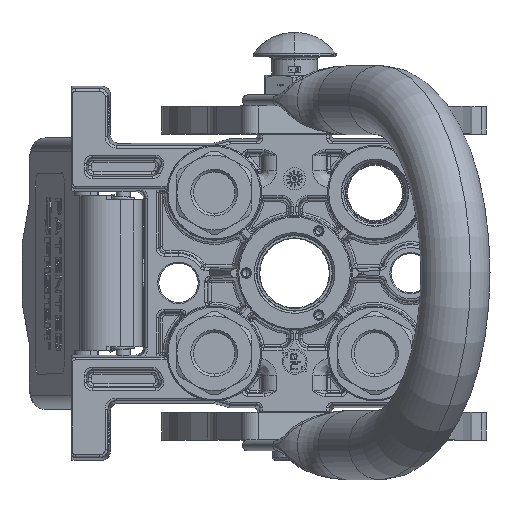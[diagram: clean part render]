
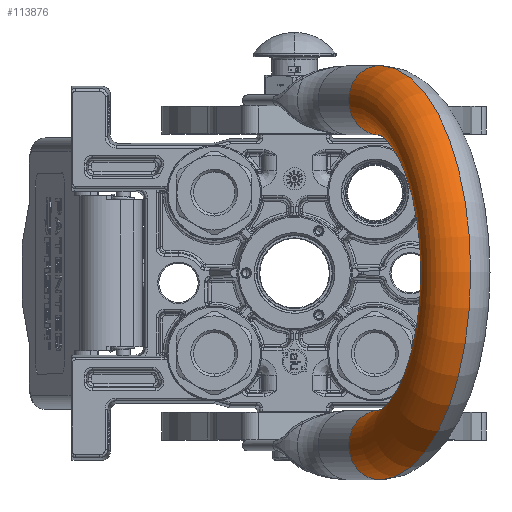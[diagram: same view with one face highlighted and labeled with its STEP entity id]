
A CAD part, top view. The second image highlights one B-rep face of the part: STEP entity #113876.
In plain terms, the highlighted toroidal (fillet/blend) face has major radius 62.25 mm and minor radius 12.5 mm.
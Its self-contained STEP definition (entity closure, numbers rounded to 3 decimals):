
#262 = DIRECTION ( 'NONE',  ( 0., 1., 0. ) ) ;
#2360 = CARTESIAN_POINT ( 'NONE',  ( -74.75, 0., 25.25 ) ) ;
#5181 = CIRCLE ( 'NONE', #86885, 12.5 ) ;
#6900 = CARTESIAN_POINT ( 'NONE',  ( 74.75, 0., 25.25 ) ) ;
#13543 = DIRECTION ( 'NONE',  ( -1., 0., 0. ) ) ;
#13972 = CARTESIAN_POINT ( 'NONE',  ( 62.25, 0., 25.25 ) ) ;
#26665 = EDGE_LOOP ( 'NONE', ( #93397, #87104, #157521, #122709 ) ) ;
#28963 = AXIS2_PLACEMENT_3D ( 'NONE', #44681, #114617, #13543 ) ;
#30018 = CIRCLE ( 'NONE', #127178, 49.75 ) ;
#32151 = CARTESIAN_POINT ( 'NONE',  ( 0., 0., 25.25 ) ) ;
#35623 = EDGE_CURVE ( 'NONE', #46223, #101412, #58977, .T. ) ;
#40215 = TOROIDAL_SURFACE ( 'NONE', #124246, 62.25, 12.5 ) ;
#44681 = CARTESIAN_POINT ( 'NONE',  ( -62.25, 0., 25.25 ) ) ;
#46223 = VERTEX_POINT ( 'NONE', #2360 ) ;
#58977 = CIRCLE ( 'NONE', #162827, 74.75 ) ;
#60148 = DIRECTION ( 'NONE',  ( -1., 0., 0. ) ) ;
#67558 = FACE_OUTER_BOUND ( 'NONE', #26665, .T. ) ;
#72244 = CARTESIAN_POINT ( 'NONE',  ( 49.75, 0., 25.25 ) ) ;
#80990 = CARTESIAN_POINT ( 'NONE',  ( -49.75, 0., 25.25 ) ) ;
#86885 = AXIS2_PLACEMENT_3D ( 'NONE', #13972, #87062, #144345 ) ;
#87062 = DIRECTION ( 'NONE',  ( 0., 0., -1. ) ) ;
#87104 = ORIENTED_EDGE ( 'NONE', *, *, #148070, .F. ) ;
#91043 = DIRECTION ( 'NONE',  ( 1., 0., 0. ) ) ;
#92300 = DIRECTION ( 'NONE',  ( 0., 1., 0. ) ) ;
#93397 = ORIENTED_EDGE ( 'NONE', *, *, #99658, .T. ) ;
#99658 = EDGE_CURVE ( 'NONE', #119886, #106061, #30018, .T. ) ;
#101412 = VERTEX_POINT ( 'NONE', #6900 ) ;
#106061 = VERTEX_POINT ( 'NONE', #72244 ) ;
#113876 = ADVANCED_FACE ( 'NONE', ( #67558 ), #40215, .T. ) ;
#114617 = DIRECTION ( 'NONE',  ( 0., 0., 1. ) ) ;
#119886 = VERTEX_POINT ( 'NONE', #80990 ) ;
#122709 = ORIENTED_EDGE ( 'NONE', *, *, #136524, .T. ) ;
#124246 = AXIS2_PLACEMENT_3D ( 'NONE', #180691, #92300, #91043 ) ;
#127178 = AXIS2_PLACEMENT_3D ( 'NONE', #129322, #262, #160495 ) ;
#129322 = CARTESIAN_POINT ( 'NONE',  ( 0., 0., 25.25 ) ) ;
#136524 = EDGE_CURVE ( 'NONE', #46223, #119886, #164790, .T. ) ;
#144345 = DIRECTION ( 'NONE',  ( 1., 0., 0. ) ) ;
#147920 = DIRECTION ( 'NONE',  ( 0., 1., 0. ) ) ;
#148070 = EDGE_CURVE ( 'NONE', #101412, #106061, #5181, .T. ) ;
#157521 = ORIENTED_EDGE ( 'NONE', *, *, #35623, .F. ) ;
#160495 = DIRECTION ( 'NONE',  ( -1., 0., 0. ) ) ;
#162827 = AXIS2_PLACEMENT_3D ( 'NONE', #32151, #147920, #60148 ) ;
#164790 = CIRCLE ( 'NONE', #28963, 12.5 ) ;
#180691 = CARTESIAN_POINT ( 'NONE',  ( 0., 0., 25.25 ) ) ;
